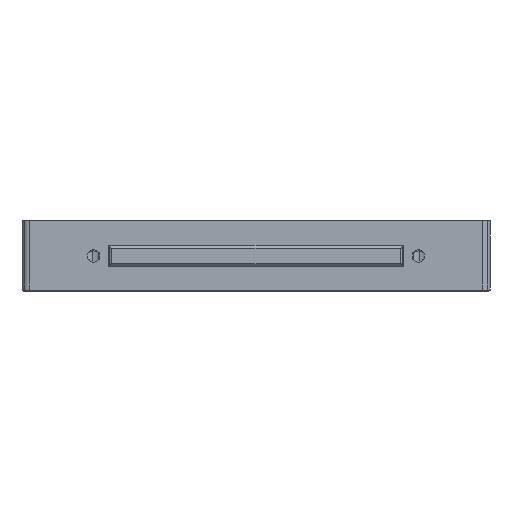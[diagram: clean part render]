
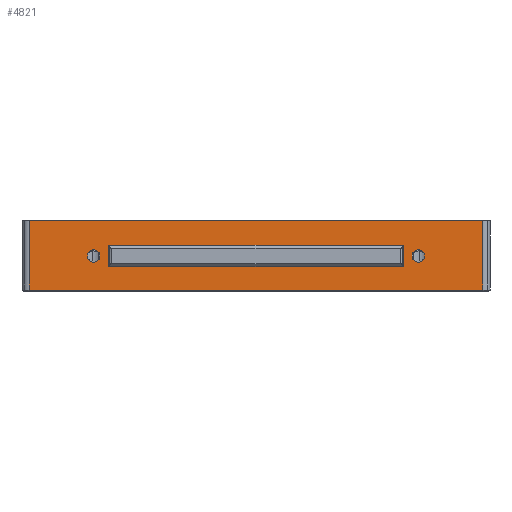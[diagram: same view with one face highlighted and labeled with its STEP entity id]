
A CAD part, front view. The second image highlights one B-rep face of the part: STEP entity #4821.
In plain terms, the highlighted planar face has unit normal (0, -1, 0).
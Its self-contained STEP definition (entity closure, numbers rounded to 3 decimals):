
#54 = CARTESIAN_POINT ( 'NONE',  ( 189.113, 393.634, 190.747 ) ) ;
#184 = EDGE_CURVE ( 'NONE', #9868, #12791, #12159, .T. ) ;
#343 = EDGE_CURVE ( 'NONE', #11998, #13924, #3170, .T. ) ;
#352 = VERTEX_POINT ( 'NONE', #9043 ) ;
#409 = DIRECTION ( 'NONE',  ( 0., 1., 0. ) ) ;
#476 = VERTEX_POINT ( 'NONE', #1029 ) ;
#643 = CARTESIAN_POINT ( 'NONE',  ( 280.614, 393.634, 190.747 ) ) ;
#660 = CARTESIAN_POINT ( 'NONE',  ( 228.588, 393.634, 187.747 ) ) ;
#713 = FACE_BOUND ( 'NONE', #13709, .T. ) ;
#763 = CARTESIAN_POINT ( 'NONE',  ( 298.863, 393.634, 190.747 ) ) ;
#821 = VERTEX_POINT ( 'NONE', #4180 ) ;
#868 = PLANE ( 'NONE',  #4520 ) ;
#1029 = CARTESIAN_POINT ( 'NONE',  ( 276.364, 393.634, 187.747 ) ) ;
#1079 = DIRECTION ( 'NONE',  ( 1., 0., 0. ) ) ;
#1082 = DIRECTION ( 'NONE',  ( 0., -1., 0. ) ) ;
#1388 = EDGE_CURVE ( 'NONE', #14192, #476, #4502, .T. ) ;
#1433 = DIRECTION ( 'NONE',  ( 1., 0., 0. ) ) ;
#1440 = DIRECTION ( 'NONE',  ( 0., 0., 1. ) ) ;
#1599 = LINE ( 'NONE', #6223, #2372 ) ;
#1789 = DIRECTION ( 'NONE',  ( 1., 0., 0. ) ) ;
#1953 = ORIENTED_EDGE ( 'NONE', *, *, #4412, .F. ) ;
#2372 = VECTOR ( 'NONE', #1440, 1000. ) ;
#2762 = EDGE_CURVE ( 'NONE', #13514, #9868, #9402, .T. ) ;
#2871 = DIRECTION ( 'NONE',  ( -1., 0., 0. ) ) ;
#3052 = VERTEX_POINT ( 'NONE', #4217 ) ;
#3170 = CIRCLE ( 'NONE', #11778, 1.75 ) ;
#3252 = LINE ( 'NONE', #763, #11527 ) ;
#3416 = DIRECTION ( 'NONE',  ( 0., 0., -1. ) ) ;
#3501 = CARTESIAN_POINT ( 'NONE',  ( 276.364, 393.634, 192.247 ) ) ;
#3543 = DIRECTION ( 'NONE',  ( 0., 0., 1. ) ) ;
#3731 = ORIENTED_EDGE ( 'NONE', *, *, #1388, .T. ) ;
#4180 = CARTESIAN_POINT ( 'NONE',  ( 193.363, 393.634, 187.747 ) ) ;
#4217 = CARTESIAN_POINT ( 'NONE',  ( 193.363, 393.634, 193.747 ) ) ;
#4248 = EDGE_CURVE ( 'NONE', #13101, #11466, #5538, .T. ) ;
#4366 = EDGE_CURVE ( 'NONE', #476, #821, #5010, .T. ) ;
#4412 = EDGE_CURVE ( 'NONE', #352, #13514, #10000, .T. ) ;
#4497 = VECTOR ( 'NONE', #3543, 1000. ) ;
#4502 = LINE ( 'NONE', #3501, #7322 ) ;
#4520 = AXIS2_PLACEMENT_3D ( 'NONE', #9128, #1082, #10652 ) ;
#4560 = DIRECTION ( 'NONE',  ( 1., 0., 0. ) ) ;
#4702 = DIRECTION ( 'NONE',  ( 0., 1., 0. ) ) ;
#4821 = ADVANCED_FACE ( 'NONE', ( #8900, #713, #9981, #10192 ), #868, .T. ) ;
#5010 = LINE ( 'NONE', #660, #12933 ) ;
#5157 = CARTESIAN_POINT ( 'NONE',  ( 170.863, 393.634, 200.747 ) ) ;
#5205 = ORIENTED_EDGE ( 'NONE', *, *, #6656, .T. ) ;
#5408 = DIRECTION ( 'NONE',  ( 0., 0., -1. ) ) ;
#5538 = CIRCLE ( 'NONE', #13677, 1.75 ) ;
#6193 = AXIS2_PLACEMENT_3D ( 'NONE', #7020, #7271, #13134 ) ;
#6223 = CARTESIAN_POINT ( 'NONE',  ( 193.363, 393.634, 189.247 ) ) ;
#6481 = CARTESIAN_POINT ( 'NONE',  ( 298.863, 393.634, 200.747 ) ) ;
#6491 = DIRECTION ( 'NONE',  ( 0., 1., 0. ) ) ;
#6656 = EDGE_CURVE ( 'NONE', #13924, #11998, #11327, .T. ) ;
#6847 = CARTESIAN_POINT ( 'NONE',  ( 190.863, 393.634, 190.747 ) ) ;
#7020 = CARTESIAN_POINT ( 'NONE',  ( 189.113, 393.634, 190.747 ) ) ;
#7084 = ORIENTED_EDGE ( 'NONE', *, *, #184, .F. ) ;
#7211 = VECTOR ( 'NONE', #1789, 1000. ) ;
#7271 = DIRECTION ( 'NONE',  ( 0., 1., 0. ) ) ;
#7322 = VECTOR ( 'NONE', #3416, 1000. ) ;
#7433 = EDGE_CURVE ( 'NONE', #11466, #13101, #12377, .T. ) ;
#7621 = ORIENTED_EDGE ( 'NONE', *, *, #2762, .F. ) ;
#7671 = AXIS2_PLACEMENT_3D ( 'NONE', #10906, #409, #1079 ) ;
#7762 = VECTOR ( 'NONE', #9776, 1000. ) ;
#7909 = EDGE_CURVE ( 'NONE', #3052, #14192, #12743, .T. ) ;
#8324 = ORIENTED_EDGE ( 'NONE', *, *, #4366, .T. ) ;
#8394 = CARTESIAN_POINT ( 'NONE',  ( 282.364, 393.634, 190.747 ) ) ;
#8748 = CARTESIAN_POINT ( 'NONE',  ( 257.363, 393.634, 200.747 ) ) ;
#8900 = FACE_BOUND ( 'NONE', #14526, .T. ) ;
#8916 = VECTOR ( 'NONE', #4560, 1000. ) ;
#9043 = CARTESIAN_POINT ( 'NONE',  ( 298.863, 393.634, 181.147 ) ) ;
#9128 = CARTESIAN_POINT ( 'NONE',  ( 228.063, 393.634, 200.747 ) ) ;
#9402 = LINE ( 'NONE', #13805, #4497 ) ;
#9703 = ORIENTED_EDGE ( 'NONE', *, *, #343, .T. ) ;
#9723 = EDGE_CURVE ( 'NONE', #821, #3052, #1599, .T. ) ;
#9776 = DIRECTION ( 'NONE',  ( -1., 0., 0. ) ) ;
#9794 = EDGE_LOOP ( 'NONE', ( #5205, #9703 ) ) ;
#9868 = VERTEX_POINT ( 'NONE', #5157 ) ;
#9981 = FACE_BOUND ( 'NONE', #9794, .T. ) ;
#10000 = LINE ( 'NONE', #14415, #7762 ) ;
#10191 = CARTESIAN_POINT ( 'NONE',  ( 187.363, 393.634, 190.747 ) ) ;
#10192 = FACE_OUTER_BOUND ( 'NONE', #10887, .T. ) ;
#10652 = DIRECTION ( 'NONE',  ( 0., 0., -1. ) ) ;
#10887 = EDGE_LOOP ( 'NONE', ( #1953, #13303, #7084, #7621 ) ) ;
#10906 = CARTESIAN_POINT ( 'NONE',  ( 280.614, 393.634, 190.747 ) ) ;
#11199 = ORIENTED_EDGE ( 'NONE', *, *, #7909, .T. ) ;
#11327 = CIRCLE ( 'NONE', #7671, 1.75 ) ;
#11466 = VERTEX_POINT ( 'NONE', #10191 ) ;
#11527 = VECTOR ( 'NONE', #5408, 1000. ) ;
#11620 = CARTESIAN_POINT ( 'NONE',  ( 276.364, 393.634, 193.747 ) ) ;
#11778 = AXIS2_PLACEMENT_3D ( 'NONE', #643, #6491, #14763 ) ;
#11981 = ORIENTED_EDGE ( 'NONE', *, *, #9723, .T. ) ;
#11998 = VERTEX_POINT ( 'NONE', #14890 ) ;
#12049 = EDGE_CURVE ( 'NONE', #12791, #352, #3252, .T. ) ;
#12159 = LINE ( 'NONE', #8748, #7211 ) ;
#12377 = CIRCLE ( 'NONE', #6193, 1.75 ) ;
#12743 = LINE ( 'NONE', #13891, #8916 ) ;
#12791 = VERTEX_POINT ( 'NONE', #6481 ) ;
#12933 = VECTOR ( 'NONE', #2871, 1000. ) ;
#13101 = VERTEX_POINT ( 'NONE', #6847 ) ;
#13134 = DIRECTION ( 'NONE',  ( 1., 0., 0. ) ) ;
#13303 = ORIENTED_EDGE ( 'NONE', *, *, #12049, .F. ) ;
#13514 = VERTEX_POINT ( 'NONE', #14478 ) ;
#13677 = AXIS2_PLACEMENT_3D ( 'NONE', #54, #4702, #1433 ) ;
#13709 = EDGE_LOOP ( 'NONE', ( #14450, #14744 ) ) ;
#13805 = CARTESIAN_POINT ( 'NONE',  ( 170.863, 393.634, 195.747 ) ) ;
#13891 = CARTESIAN_POINT ( 'NONE',  ( 245.838, 393.634, 193.747 ) ) ;
#13924 = VERTEX_POINT ( 'NONE', #8394 ) ;
#14192 = VERTEX_POINT ( 'NONE', #11620 ) ;
#14415 = CARTESIAN_POINT ( 'NONE',  ( 222.463, 393.634, 181.147 ) ) ;
#14450 = ORIENTED_EDGE ( 'NONE', *, *, #4248, .T. ) ;
#14478 = CARTESIAN_POINT ( 'NONE',  ( 170.863, 393.634, 181.147 ) ) ;
#14526 = EDGE_LOOP ( 'NONE', ( #8324, #11981, #11199, #3731 ) ) ;
#14744 = ORIENTED_EDGE ( 'NONE', *, *, #7433, .T. ) ;
#14763 = DIRECTION ( 'NONE',  ( 1., 0., 0. ) ) ;
#14890 = CARTESIAN_POINT ( 'NONE',  ( 278.864, 393.634, 190.747 ) ) ;
